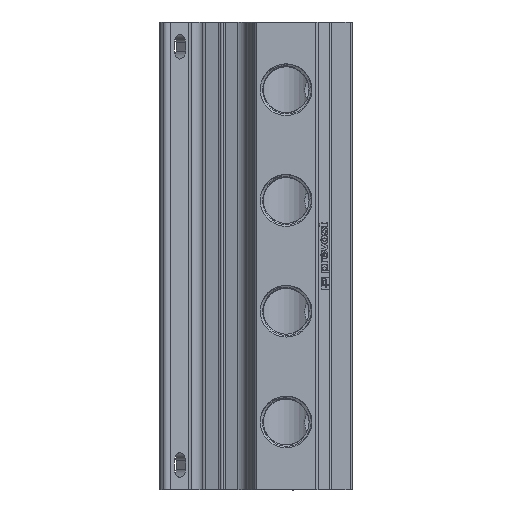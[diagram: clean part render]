
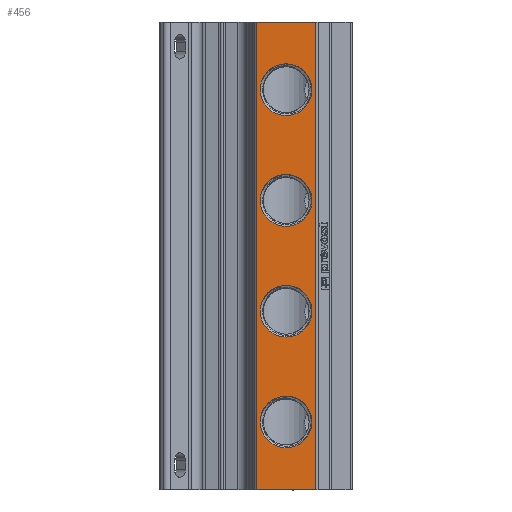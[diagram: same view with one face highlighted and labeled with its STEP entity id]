
A CAD part, top view. The second image highlights one B-rep face of the part: STEP entity #456.
In plain terms, the highlighted planar face has unit normal (0, 0, 1).
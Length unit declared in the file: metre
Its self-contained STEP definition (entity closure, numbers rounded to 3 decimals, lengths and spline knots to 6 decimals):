
#456=ADVANCED_FACE('',(#1083,#1084,#1085,#1086,#1087),#1088,.T.);
#1083=FACE_OUTER_BOUND('',#9489,.T.);
#1084=FACE_BOUND('',#9490,.T.);
#1085=FACE_BOUND('',#9491,.T.);
#1086=FACE_BOUND('',#9492,.T.);
#1087=FACE_BOUND('',#9493,.T.);
#1088=PLANE('',#9494);
#9489=EDGE_LOOP('',(#24105,#24106,#24107,#24108));
#9490=EDGE_LOOP('',(#24109));
#9491=EDGE_LOOP('',(#24110));
#9492=EDGE_LOOP('',(#24111));
#9493=EDGE_LOOP('',(#24112));
#9494=AXIS2_PLACEMENT_3D('',#24113,#24114,#24115);
#24105=ORIENTED_EDGE('',*,*,#25868,.T.);
#24106=ORIENTED_EDGE('',*,*,#25460,.T.);
#24107=ORIENTED_EDGE('',*,*,#25778,.T.);
#24108=ORIENTED_EDGE('',*,*,#25869,.T.);
#24109=ORIENTED_EDGE('',*,*,#25870,.T.);
#24110=ORIENTED_EDGE('',*,*,#25425,.T.);
#24111=ORIENTED_EDGE('',*,*,#25871,.T.);
#24112=ORIENTED_EDGE('',*,*,#25872,.T.);
#24113=CARTESIAN_POINT('',(0.,-0.135,0.005029));
#24114=DIRECTION('',(0.,0.,1.0));
#24115=DIRECTION('',(0.,1.0,0.));
#25425=EDGE_CURVE('',#26389,#26389,#26390,.T.);
#25460=EDGE_CURVE('',#26451,#26449,#26452,.T.);
#25778=EDGE_CURVE('',#26449,#26993,#26996,.T.);
#25868=EDGE_CURVE('',#27123,#26451,#27124,.T.);
#25869=EDGE_CURVE('',#26993,#27123,#27125,.T.);
#25870=EDGE_CURVE('',#27126,#27126,#27127,.T.);
#25871=EDGE_CURVE('',#27128,#27128,#27129,.T.);
#25872=EDGE_CURVE('',#27130,#27130,#27131,.T.);
#26389=VERTEX_POINT('',#31099);
#26390=CIRCLE('',#31100,0.0105);
#26449=VERTEX_POINT('',#31925);
#26451=VERTEX_POINT('',#31928);
#26452=LINE('',#31929,#31930);
#26993=VERTEX_POINT('',#36642);
#26996=LINE('',#36646,#36647);
#27123=VERTEX_POINT('',#36922);
#27124=LINE('',#36923,#36924);
#27125=LINE('',#36925,#36926);
#27126=VERTEX_POINT('',#36927);
#27127=CIRCLE('',#36928,0.0105);
#27128=VERTEX_POINT('',#36929);
#27129=CIRCLE('',#36930,0.0105);
#27130=VERTEX_POINT('',#36931);
#27131=CIRCLE('',#36932,0.0105);
#31099=CARTESIAN_POINT('',(0.0105,-0.1175,0.005029));
#31100=AXIS2_PLACEMENT_3D('',#39356,#39357,#39358);
#31925=CARTESIAN_POINT('',(0.012,-0.19,0.005029));
#31928=CARTESIAN_POINT('',(-0.012,-0.19,0.005029));
#31929=CARTESIAN_POINT('',(0.,-0.19,0.005029));
#31930=VECTOR('',#39383,1.0);
#36642=CARTESIAN_POINT('',(0.012,0.,0.005029));
#36646=CARTESIAN_POINT('',(0.012,-0.135,0.005029));
#36647=VECTOR('',#39716,1.0);
#36922=CARTESIAN_POINT('',(-0.012,0.,0.005029));
#36923=CARTESIAN_POINT('',(-0.012,-0.135,0.005029));
#36924=VECTOR('',#39784,1.0);
#36925=CARTESIAN_POINT('',(0.,0.,0.005029));
#36926=VECTOR('',#39785,1.0);
#36927=CARTESIAN_POINT('',(0.0105,-0.0725,0.005029));
#36928=AXIS2_PLACEMENT_3D('',#39786,#39787,#39788);
#36929=CARTESIAN_POINT('',(0.0105,-0.1625,0.005029));
#36930=AXIS2_PLACEMENT_3D('',#39789,#39790,#39791);
#36931=CARTESIAN_POINT('',(0.0105,-0.0275,0.005029));
#36932=AXIS2_PLACEMENT_3D('',#39792,#39793,#39794);
#39356=CARTESIAN_POINT('',(0.,-0.1175,0.005029));
#39357=DIRECTION('',(0.,0.,-1.0));
#39358=DIRECTION('',(1.0,0.,0.));
#39383=DIRECTION('',(1.0,0.,0.));
#39716=DIRECTION('',(0.,1.0,0.));
#39784=DIRECTION('',(0.,-1.0,0.));
#39785=DIRECTION('',(-1.0,0.,0.));
#39786=CARTESIAN_POINT('',(0.,-0.0725,0.005029));
#39787=DIRECTION('',(0.,0.,-1.0));
#39788=DIRECTION('',(1.0,0.,0.));
#39789=CARTESIAN_POINT('',(0.,-0.1625,0.005029));
#39790=DIRECTION('',(0.,0.,-1.0));
#39791=DIRECTION('',(1.0,0.,0.));
#39792=CARTESIAN_POINT('',(0.,-0.0275,0.005029));
#39793=DIRECTION('',(0.,0.,-1.0));
#39794=DIRECTION('',(1.0,0.,0.));
